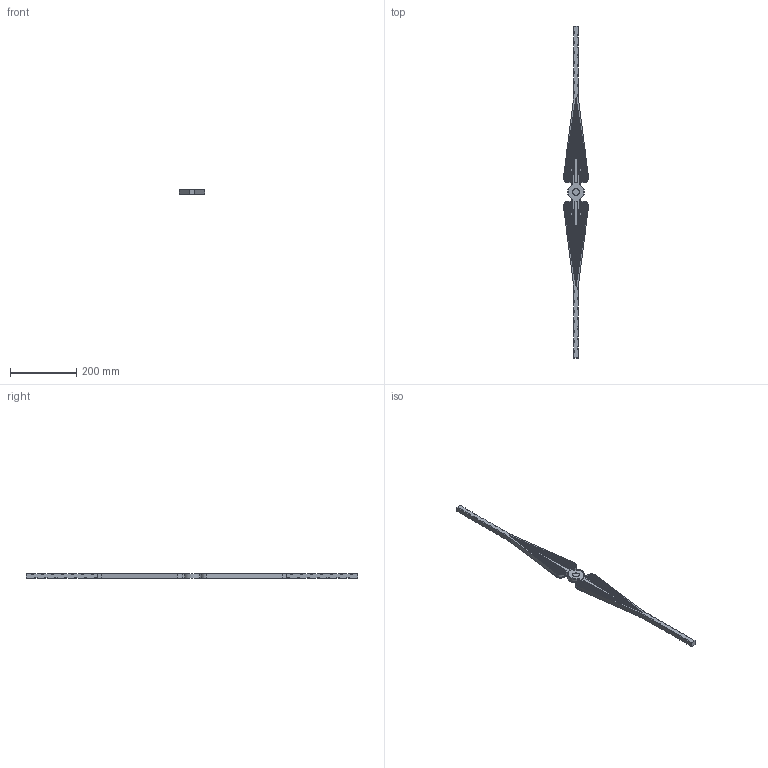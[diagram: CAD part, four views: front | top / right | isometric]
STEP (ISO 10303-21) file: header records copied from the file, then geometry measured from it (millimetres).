
FILE_DESCRIPTION (( 'STEP AP203' ), '1' );
FILE_NAME ('1245.STEP', '2023-06-23T11:25:41', ( '' ), ( '' ), 'SwSTEP 2.0', 'SolidWorks 2018', '' );
FILE_SCHEMA (( 'CONFIG_CONTROL_DESIGN' ));
Length unit declared in the file: millimetre
Products named in the file (1): 1245
Bounding box: 75.82 x 1000 x 15 mm (x, y, z)
Volume: 358303.8 mm3; surface area: 111566.3 mm2
Topology: 1 solids, 1 shells, 774 faces, 2111 edges, 1304 vertices
Faces by surface type: plane 458, cylinder 138, bspline 82, torus 56, cone 40
Full cylindrical faces by diameter (mm): 20 x2
Entity records: 27088 total; most frequent: CARTESIAN_POINT 8878, ORIENTED_EDGE 3986, DIRECTION 3393, EDGE_CURVE 1993, VERTEX_POINT 1304, LINE 1243, VECTOR 1243, AXIS2_PLACEMENT_3D 1075
